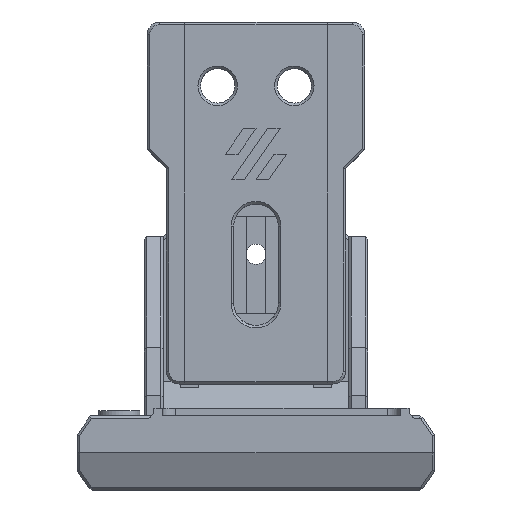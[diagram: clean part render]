
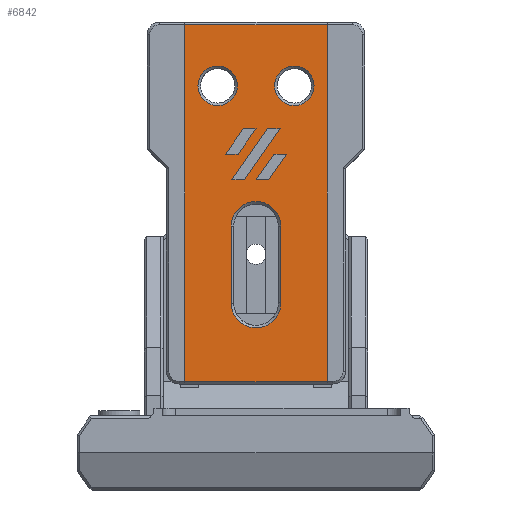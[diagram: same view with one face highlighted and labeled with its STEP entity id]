
A CAD part, front view. The second image highlights one B-rep face of the part: STEP entity #6842.
In plain terms, the highlighted planar face has unit normal (0, -1, 0).
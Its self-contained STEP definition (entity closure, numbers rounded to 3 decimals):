
#108=FACE_BOUND('',#708,.T.);
#109=FACE_BOUND('',#709,.T.);
#110=FACE_BOUND('',#710,.T.);
#111=FACE_BOUND('',#711,.T.);
#112=FACE_BOUND('',#712,.T.);
#113=FACE_BOUND('',#713,.T.);
#175=CIRCLE('',#7337,3.9);
#176=CIRCLE('',#7338,3.9);
#177=CIRCLE('',#7339,3.1);
#178=CIRCLE('',#7340,3.1);
#303=FACE_OUTER_BOUND('',#707,.T.);
#707=EDGE_LOOP('',(#4773,#4774,#4775,#4776));
#708=EDGE_LOOP('',(#4777,#4778,#4779,#4780));
#709=EDGE_LOOP('',(#4781,#4782,#4783,#4784));
#710=EDGE_LOOP('',(#4785,#4786,#4787,#4788));
#711=EDGE_LOOP('',(#4789,#4790,#4791,#4792));
#712=EDGE_LOOP('',(#4793));
#713=EDGE_LOOP('',(#4794));
#1102=LINE('',#9732,#1982);
#1106=LINE('',#9740,#1986);
#1109=LINE('',#9746,#1989);
#1112=LINE('',#9751,#1992);
#1114=LINE('',#9757,#1994);
#1118=LINE('',#9765,#1998);
#1121=LINE('',#9771,#2001);
#1124=LINE('',#9776,#2004);
#1126=LINE('',#9782,#2006);
#1130=LINE('',#9790,#2010);
#1133=LINE('',#9796,#2013);
#1136=LINE('',#9801,#2016);
#1201=LINE('',#10011,#2081);
#1223=LINE('',#10062,#2103);
#1233=LINE('',#10085,#2113);
#1234=LINE('',#10087,#2114);
#1235=LINE('',#10090,#2115);
#1236=LINE('',#10094,#2116);
#1982=VECTOR('',#7815,10.);
#1986=VECTOR('',#7821,10.);
#1989=VECTOR('',#7826,10.);
#1992=VECTOR('',#7831,10.);
#1994=VECTOR('',#7837,10.);
#1998=VECTOR('',#7843,10.);
#2001=VECTOR('',#7848,10.);
#2004=VECTOR('',#7853,10.);
#2006=VECTOR('',#7859,10.);
#2010=VECTOR('',#7865,10.);
#2013=VECTOR('',#7870,10.);
#2016=VECTOR('',#7875,10.);
#2081=VECTOR('',#8064,10.);
#2103=VECTOR('',#8110,10.);
#2113=VECTOR('',#8134,10.);
#2114=VECTOR('',#8137,10.);
#2115=VECTOR('',#8138,10.);
#2116=VECTOR('',#8141,10.);
#2850=VERTEX_POINT('',#9730);
#2851=VERTEX_POINT('',#9731);
#2854=VERTEX_POINT('',#9739);
#2856=VERTEX_POINT('',#9745);
#2858=VERTEX_POINT('',#9755);
#2859=VERTEX_POINT('',#9756);
#2862=VERTEX_POINT('',#9764);
#2864=VERTEX_POINT('',#9770);
#2866=VERTEX_POINT('',#9780);
#2867=VERTEX_POINT('',#9781);
#2870=VERTEX_POINT('',#9789);
#2872=VERTEX_POINT('',#9795);
#2954=VERTEX_POINT('',#10004);
#2956=VERTEX_POINT('',#10010);
#2970=VERTEX_POINT('',#10052);
#2972=VERTEX_POINT('',#10058);
#2980=VERTEX_POINT('',#10088);
#2981=VERTEX_POINT('',#10089);
#2982=VERTEX_POINT('',#10091);
#2983=VERTEX_POINT('',#10093);
#2984=VERTEX_POINT('',#10096);
#2985=VERTEX_POINT('',#10098);
#3479=EDGE_CURVE('',#2850,#2851,#1102,.T.);
#3483=EDGE_CURVE('',#2851,#2854,#1106,.T.);
#3486=EDGE_CURVE('',#2854,#2856,#1109,.T.);
#3489=EDGE_CURVE('',#2856,#2850,#1112,.T.);
#3491=EDGE_CURVE('',#2858,#2859,#1114,.T.);
#3495=EDGE_CURVE('',#2859,#2862,#1118,.T.);
#3498=EDGE_CURVE('',#2862,#2864,#1121,.T.);
#3501=EDGE_CURVE('',#2864,#2858,#1124,.T.);
#3503=EDGE_CURVE('',#2866,#2867,#1126,.T.);
#3507=EDGE_CURVE('',#2867,#2870,#1130,.T.);
#3510=EDGE_CURVE('',#2870,#2872,#1133,.T.);
#3513=EDGE_CURVE('',#2872,#2866,#1136,.T.);
#3616=EDGE_CURVE('',#2954,#2956,#1201,.T.);
#3642=EDGE_CURVE('',#2970,#2972,#1223,.T.);
#3654=EDGE_CURVE('',#2970,#2956,#1233,.T.);
#3655=EDGE_CURVE('',#2954,#2972,#1234,.T.);
#3656=EDGE_CURVE('',#2980,#2981,#1235,.T.);
#3657=EDGE_CURVE('',#2982,#2980,#175,.T.);
#3658=EDGE_CURVE('',#2983,#2982,#1236,.T.);
#3659=EDGE_CURVE('',#2981,#2983,#176,.T.);
#3660=EDGE_CURVE('',#2984,#2984,#177,.T.);
#3661=EDGE_CURVE('',#2985,#2985,#178,.T.);
#4773=ORIENTED_EDGE('',*,*,#3642,.F.);
#4774=ORIENTED_EDGE('',*,*,#3654,.T.);
#4775=ORIENTED_EDGE('',*,*,#3616,.F.);
#4776=ORIENTED_EDGE('',*,*,#3655,.T.);
#4777=ORIENTED_EDGE('',*,*,#3486,.T.);
#4778=ORIENTED_EDGE('',*,*,#3489,.T.);
#4779=ORIENTED_EDGE('',*,*,#3479,.T.);
#4780=ORIENTED_EDGE('',*,*,#3483,.T.);
#4781=ORIENTED_EDGE('',*,*,#3498,.T.);
#4782=ORIENTED_EDGE('',*,*,#3501,.T.);
#4783=ORIENTED_EDGE('',*,*,#3491,.T.);
#4784=ORIENTED_EDGE('',*,*,#3495,.T.);
#4785=ORIENTED_EDGE('',*,*,#3510,.T.);
#4786=ORIENTED_EDGE('',*,*,#3513,.T.);
#4787=ORIENTED_EDGE('',*,*,#3503,.T.);
#4788=ORIENTED_EDGE('',*,*,#3507,.T.);
#4789=ORIENTED_EDGE('',*,*,#3656,.F.);
#4790=ORIENTED_EDGE('',*,*,#3657,.F.);
#4791=ORIENTED_EDGE('',*,*,#3658,.F.);
#4792=ORIENTED_EDGE('',*,*,#3659,.F.);
#4793=ORIENTED_EDGE('',*,*,#3660,.F.);
#4794=ORIENTED_EDGE('',*,*,#3661,.F.);
#6482=PLANE('',#7336);
#6842=ADVANCED_FACE('',(#303,#108,#109,#110,#111,#112,#113),#6482,.T.);
#7336=AXIS2_PLACEMENT_3D('',#10086,#8135,#8136);
#7337=AXIS2_PLACEMENT_3D('',#10092,#8139,#8140);
#7338=AXIS2_PLACEMENT_3D('',#10095,#8142,#8143);
#7339=AXIS2_PLACEMENT_3D('',#10097,#8144,#8145);
#7340=AXIS2_PLACEMENT_3D('',#10099,#8146,#8147);
#7815=DIRECTION('',(1.,0.,0.));
#7821=DIRECTION('',(-0.574,0.,-0.819));
#7826=DIRECTION('',(-1.,0.,0.));
#7831=DIRECTION('',(0.574,0.,0.819));
#7837=DIRECTION('',(-1.,0.,0.));
#7843=DIRECTION('',(0.574,0.,0.819));
#7848=DIRECTION('',(1.,0.,0.));
#7853=DIRECTION('',(-0.574,0.,-0.819));
#7859=DIRECTION('',(0.574,0.,0.819));
#7865=DIRECTION('',(1.,0.,0.));
#7870=DIRECTION('',(-0.574,0.,-0.819));
#7875=DIRECTION('',(-1.,0.,0.));
#8064=DIRECTION('',(-1.,0.,0.));
#8110=DIRECTION('',(1.,0.,0.));
#8134=DIRECTION('',(0.,0.,-1.));
#8135=DIRECTION('center_axis',(0.,-1.,0.));
#8136=DIRECTION('ref_axis',(0.,0.,
-1.));
#8137=DIRECTION('',(0.,0.,1.));
#8138=DIRECTION('',(0.,0.,1.));
#8139=DIRECTION('center_axis',(0.,-1.,0.));
#8140=DIRECTION('ref_axis',(1.,0.,0.));
#8141=DIRECTION('',(0.,0.,-1.));
#8142=DIRECTION('center_axis',(0.,-1.,0.));
#8143=DIRECTION('ref_axis',(1.,0.,0.014));
#8144=DIRECTION('center_axis',(0.,-1.,0.));
#8145=DIRECTION('ref_axis',(-1.,0.,0.));
#8146=DIRECTION('center_axis',(0.,-1.,0.));
#8147=DIRECTION('ref_axis',(-1.,0.,0.));
#9730=CARTESIAN_POINT('',(130.443,344.029,46.304));
#9731=CARTESIAN_POINT('',(132.417,344.029,46.304));
#9732=CARTESIAN_POINT('',(129.535,344.029,46.304));
#9739=CARTESIAN_POINT('',(126.812,344.029,38.299));
#9740=CARTESIAN_POINT('',(129.763,344.029,42.514));
#9745=CARTESIAN_POINT('',(124.838,344.029,38.299));
#9746=CARTESIAN_POINT('',(127.72,344.029,38.299));
#9751=CARTESIAN_POINT('',(125.311,344.029,38.975));
#9755=CARTESIAN_POINT('',(130.602,344.029,38.299));
#9756=CARTESIAN_POINT('',(128.628,344.029,38.299));
#9757=CARTESIAN_POINT('',(129.615,344.029,38.299));
#9764=CARTESIAN_POINT('',(131.43,344.029,42.302));
#9765=CARTESIAN_POINT('',(128.478,344.029,38.085));
#9770=CARTESIAN_POINT('',(133.404,344.029,42.302));
#9771=CARTESIAN_POINT('',(130.029,344.029,42.302));
#9776=CARTESIAN_POINT('',(131.528,344.029,39.622));
#9780=CARTESIAN_POINT('',(123.851,344.029,42.302));
#9781=CARTESIAN_POINT('',(126.654,344.029,46.304));
#9782=CARTESIAN_POINT('',(123.546,344.029,41.867));
#9789=CARTESIAN_POINT('',(128.628,344.029,46.304));
#9790=CARTESIAN_POINT('',(127.641,344.029,46.304));
#9795=CARTESIAN_POINT('',(125.825,344.029,42.302));
#9796=CARTESIAN_POINT('',(126.597,344.029,43.404));
#9801=CARTESIAN_POINT('',(127.226,344.029,42.302));
#10004=CARTESIAN_POINT('',(139.755,344.029,6.698));
#10010=CARTESIAN_POINT('',(117.5,344.029,6.698));
#10011=CARTESIAN_POINT('',(128.628,344.029,6.698));
#10052=CARTESIAN_POINT('',(117.5,344.029,62.622));
#10058=CARTESIAN_POINT('',(139.755,344.029,62.622));
#10062=CARTESIAN_POINT('',(163.9,344.029,62.622));
#10085=CARTESIAN_POINT('',(117.5,344.029,26.433));
#10086=CARTESIAN_POINT('Origin',(128.628,344.029,37.66));
#10087=CARTESIAN_POINT('',(139.755,344.029,26.433));
#10088=CARTESIAN_POINT('',(132.527,344.029,19.052));
#10089=CARTESIAN_POINT('',(132.527,344.029,31.051));
#10090=CARTESIAN_POINT('',(132.527,344.029,34.354));
#10091=CARTESIAN_POINT('',(124.728,344.029,18.947));
#10092=CARTESIAN_POINT('Origin',(128.628,344.029,18.999));
#10093=CARTESIAN_POINT('',(124.728,344.029,31.051));
#10094=CARTESIAN_POINT('',(124.728,344.029,28.305));
#10095=CARTESIAN_POINT('Origin',(128.628,344.029,30.999));
#10096=CARTESIAN_POINT('',(137.725,344.029,53.022));
#10097=CARTESIAN_POINT('Origin',(134.625,344.029,53.022));
#10098=CARTESIAN_POINT('',(125.725,344.029,53.022));
#10099=CARTESIAN_POINT('Origin',(122.625,344.029,53.022));
